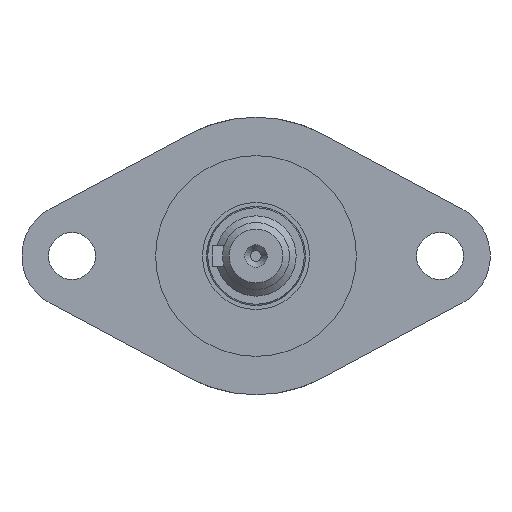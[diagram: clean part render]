
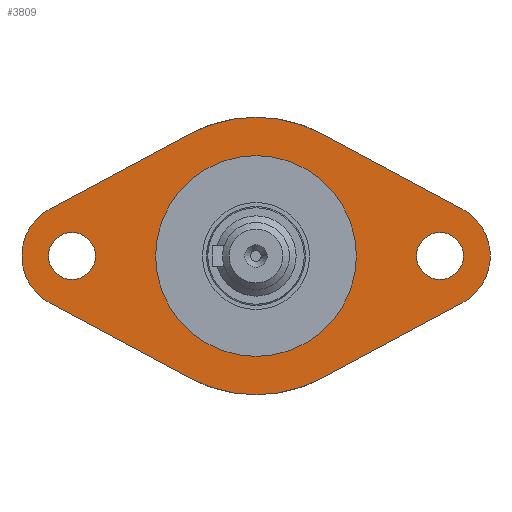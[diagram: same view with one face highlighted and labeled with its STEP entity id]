
A CAD part, left-side view. The second image highlights one B-rep face of the part: STEP entity #3809.
In plain terms, the highlighted planar face has unit normal (-1, 0, 0).
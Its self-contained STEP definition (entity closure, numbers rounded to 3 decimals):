
#601=LINE('',#6391,#895);
#603=LINE('',#6396,#897);
#607=LINE('',#6409,#901);
#612=LINE('',#6422,#906);
#895=VECTOR('',#5110,10.);
#897=VECTOR('',#5114,10.);
#901=VECTOR('',#5126,10.);
#906=VECTOR('',#5139,10.);
#988=FACE_BOUND('',#1420,.T.);
#989=FACE_BOUND('',#1421,.T.);
#990=FACE_BOUND('',#1422,.T.);
#1188=FACE_OUTER_BOUND('',#1419,.T.);
#1419=EDGE_LOOP('',(#3382,#3383,#3384,#3385,#3386,#3387,#3388,#3389));
#1420=EDGE_LOOP('',(#3390));
#1421=EDGE_LOOP('',(#3391));
#1422=EDGE_LOOP('',(#3392));
#1574=CIRCLE('',#4158,3.5);
#1576=CIRCLE('',#4161,3.5);
#1578=CIRCLE('',#4164,8.);
#1582=CIRCLE('',#4173,8.);
#1584=CIRCLE('',#4178,15.);
#1586=CIRCLE('',#4181,20.75);
#1587=CIRCLE('',#4182,20.75);
#1883=VERTEX_POINT('',#6368);
#1885=VERTEX_POINT('',#6374);
#1888=VERTEX_POINT('',#6381);
#1889=VERTEX_POINT('',#6383);
#1891=VERTEX_POINT('',#6389);
#1893=VERTEX_POINT('',#6395);
#1897=VERTEX_POINT('',#6406);
#1898=VERTEX_POINT('',#6408);
#1900=VERTEX_POINT('',#6414);
#1902=VERTEX_POINT('',#6420);
#1903=VERTEX_POINT('',#6426);
#2376=EDGE_CURVE('',#1883,#1883,#1574,.T.);
#2379=EDGE_CURVE('',#1885,#1885,#1576,.T.);
#2382=EDGE_CURVE('',#1888,#1889,#1578,.T.);
#2386=EDGE_CURVE('',#1891,#1888,#601,.T.);
#2388=EDGE_CURVE('',#1889,#1893,#603,.T.);
#2394=EDGE_CURVE('',#1898,#1897,#607,.T.);
#2398=EDGE_CURVE('',#1897,#1900,#1582,.T.);
#2401=EDGE_CURVE('',#1900,#1902,#612,.T.);
#2403=EDGE_CURVE('',#1903,#1903,#1584,.T.);
#2406=EDGE_CURVE('',#1893,#1902,#1586,.T.);
#2407=EDGE_CURVE('',#1898,#1891,#1587,.T.);
#3382=ORIENTED_EDGE('',*,*,#2406,.F.);
#3383=ORIENTED_EDGE('',*,*,#2388,.F.);
#3384=ORIENTED_EDGE('',*,*,#2382,.F.);
#3385=ORIENTED_EDGE('',*,*,#2386,.F.);
#3386=ORIENTED_EDGE('',*,*,#2407,.F.);
#3387=ORIENTED_EDGE('',*,*,#2394,.T.);
#3388=ORIENTED_EDGE('',*,*,#2398,.T.);
#3389=ORIENTED_EDGE('',*,*,#2401,.T.);
#3390=ORIENTED_EDGE('',*,*,#2376,.T.);
#3391=ORIENTED_EDGE('',*,*,#2379,.T.);
#3392=ORIENTED_EDGE('',*,*,#2403,.T.);
#3606=PLANE('',#4180);
#3809=ADVANCED_FACE('',(#1188,#988,#989,#990),#3606,.T.);
#4158=AXIS2_PLACEMENT_3D('',#6370,#5089,#5090);
#4161=AXIS2_PLACEMENT_3D('',#6376,#5096,#5097);
#4164=AXIS2_PLACEMENT_3D('',#6384,#5103,#5104);
#4173=AXIS2_PLACEMENT_3D('',#6416,#5133,#5134);
#4178=AXIS2_PLACEMENT_3D('',#6427,#5146,#5147);
#4180=AXIS2_PLACEMENT_3D('',#6431,#5151,#5152);
#4181=AXIS2_PLACEMENT_3D('',#6432,#5153,#5154);
#4182=AXIS2_PLACEMENT_3D('',#6433,#5155,#5156);
#5089=DIRECTION('center_axis',(1.,0.,0.));
#5090=DIRECTION('ref_axis',(0.,0.,
1.));
#5096=DIRECTION('center_axis',(1.,0.,0.));
#5097=DIRECTION('ref_axis',(0.,0.,
1.));
#5103=DIRECTION('center_axis',(1.,0.,0.));
#5104=DIRECTION('ref_axis',(0.,-0.472,-0.881));
#5110=DIRECTION('',(0.,0.881,0.472));
#5114=DIRECTION('',(0.,-0.881,0.472));
#5126=DIRECTION('',(0.,-0.881,0.472));
#5133=DIRECTION('center_axis',(-1.,0.,0.));
#5134=DIRECTION('ref_axis',(0.,-0.472,-0.881));
#5139=DIRECTION('',(0.,0.881,0.472));
#5146=DIRECTION('center_axis',(1.,0.,0.));
#5147=DIRECTION('ref_axis',(0.,-1.,0.));
#5151=DIRECTION('center_axis',(-1.,0.,0.));
#5152=DIRECTION('ref_axis',(0.,0.,-1.));
#5153=DIRECTION('center_axis',(1.,0.,0.));
#5154=DIRECTION('ref_axis',(0.,-1.,0.));
#5155=DIRECTION('center_axis',(1.,0.,0.));
#5156=DIRECTION('ref_axis',(0.,-1.,0.));
#6368=CARTESIAN_POINT('',(-244.7,-27.5,-3.5));
#6370=CARTESIAN_POINT('Origin',(-244.7,-27.5,0.));
#6374=CARTESIAN_POINT('',(-244.7,27.5,-3.5));
#6376=CARTESIAN_POINT('Origin',(-244.7,27.5,0.));
#6381=CARTESIAN_POINT('',(-244.7,30.778,-7.052));
#6383=CARTESIAN_POINT('',(-244.7,30.778,7.052));
#6384=CARTESIAN_POINT('Origin',(-244.7,27.,0.));
#6389=CARTESIAN_POINT('',(-244.7,9.799,-18.291));
#6391=CARTESIAN_POINT('',(-244.7,9.799,-18.291));
#6395=CARTESIAN_POINT('',(-244.7,9.799,18.291));
#6396=CARTESIAN_POINT('',(-244.7,30.778,7.052));
#6406=CARTESIAN_POINT('',(-244.7,-30.778,-7.052));
#6408=CARTESIAN_POINT('',(-244.7,-9.799,-18.291));
#6409=CARTESIAN_POINT('',(-244.7,-9.799,-18.291));
#6414=CARTESIAN_POINT('',(-244.7,-30.778,7.052));
#6416=CARTESIAN_POINT('Origin',(-244.7,-27.,0.));
#6420=CARTESIAN_POINT('',(-244.7,-9.799,18.291));
#6422=CARTESIAN_POINT('',(-244.7,-30.778,7.052));
#6426=CARTESIAN_POINT('',(-244.7,15.,0.));
#6427=CARTESIAN_POINT('Origin',(-244.7,0.,
0.));
#6431=CARTESIAN_POINT('Origin',(-244.7,-17.875,0.));
#6432=CARTESIAN_POINT('Origin',(-244.7,0.,
0.));
#6433=CARTESIAN_POINT('Origin',(-244.7,0.,
0.));
